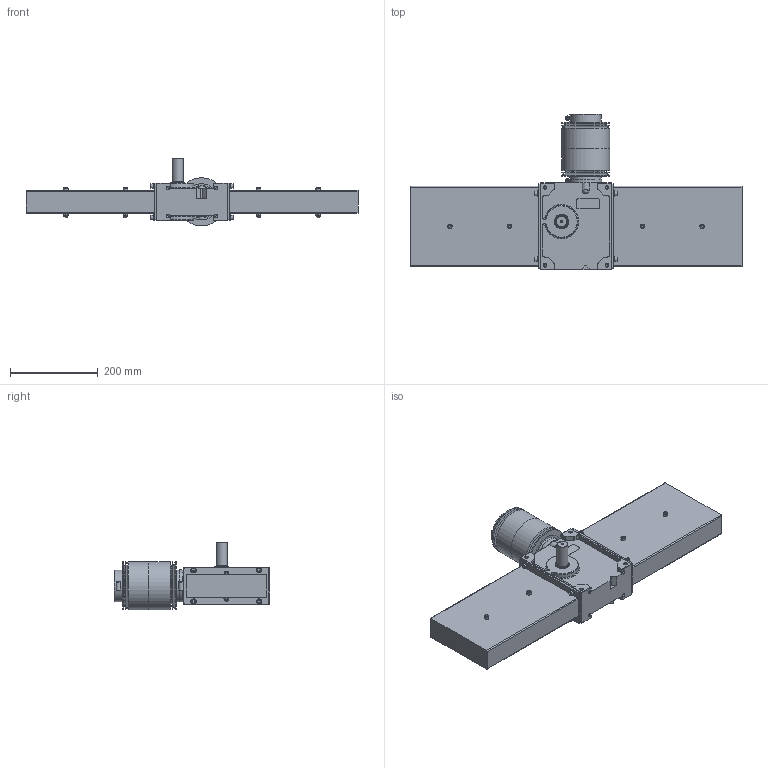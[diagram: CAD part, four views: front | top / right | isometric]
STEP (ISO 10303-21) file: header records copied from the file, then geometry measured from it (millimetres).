
FILE_DESCRIPTION(/* description */ ('STEP AP214'),/* implementation_level */ '2;1');
FILE_NAME(/* name */ 'ZCA45N100ER-J1',/* time_stamp */ '2023-09-22T16:18:54+02:00',/* author */ ('License CC BY-ND 4.0'),/* organization */ ('CADENAS'),/* preprocessor_version */ 'ST-DEVELOPER v19.3',/* originating_system */ 'PARTsolutions',/* authorisation */ ' ');
FILE_SCHEMA (('AUTOMOTIVE_DESIGN {1 0 10303 214 3 1 1}'));
Length unit declared in the file: millimetre
Products named in the file (6): ZCA45N100ER-J1; ZCA45-1000_bellows2; ZCA45-1000_bellows; ZCA45100_hr; ZCA45100_hl; ZCA45R-J1_ds+is
Assembly tree (5 placements, depth 2):
  ZCA45N100ER-J1
    ZCA45-1000_bellows2
    ZCA45-1000_bellows
    ZCA45100_hr
    ZCA45100_hl
    ZCA45R-J1_ds+is
Bounding box: 758 x 355 x 155 mm (x, y, z)
Volume: 9248343.3 mm3; surface area: 641683.6 mm2
Topology: 5 solids, 5 shells, 700 faces, 1704 edges, 1100 vertices
Faces by surface type: plane 376, cylinder 202, cone 99, torus 17, sphere 6
Full cylindrical faces by diameter (mm): 4.917 x1, 6.647 x22, 8.5 x2, 8.6 x4, 10 x18, 12.2 x4, 12.5 x8, 13 x3, 13.5 x3, 25 x1, 30 x1, 32 x2, 40.24 x2, 52 x2, 54.605 x2, 69.9 x1, 70 x1, 72 x2, 73.6 x1, 110 x4
Entity records: 19501 total; most frequent: CARTESIAN_POINT 3537, DIRECTION 3334, ORIENTED_EDGE 2968, EDGE_CURVE 1484, AXIS2_PLACEMENT_3D 1224, VERTEX_POINT 1073, FACE_BOUND 979, EDGE_LOOP 960
